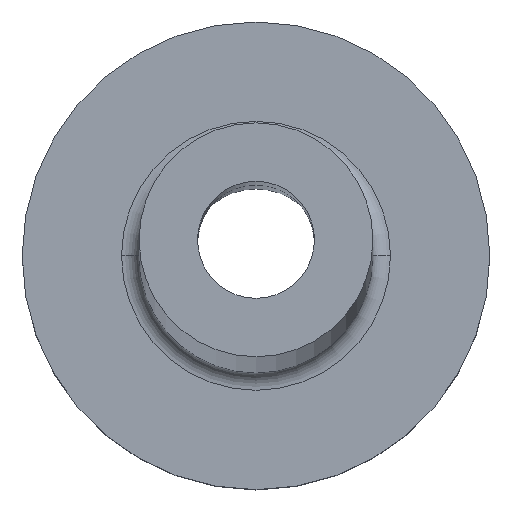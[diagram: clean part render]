
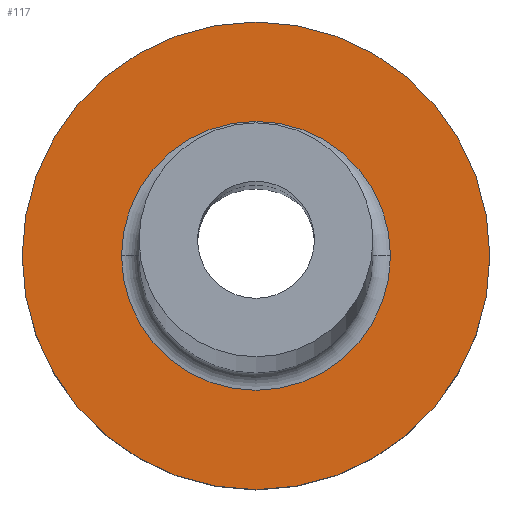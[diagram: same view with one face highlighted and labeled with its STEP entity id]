
A CAD part, top view. The second image highlights one B-rep face of the part: STEP entity #117.
In plain terms, the highlighted planar face has unit normal (0, 0, 1).
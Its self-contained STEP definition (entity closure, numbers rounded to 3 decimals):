
#10 = DIRECTION ( 'NONE',  ( 1., 0., 0. ) ) ;
#26 = FACE_BOUND ( 'NONE', #332, .T. ) ;
#42 = AXIS2_PLACEMENT_3D ( 'NONE', #311, #214, #456 ) ;
#49 = EDGE_CURVE ( 'NONE', #414, #258, #146, .T. ) ;
#50 = ORIENTED_EDGE ( 'NONE', *, *, #338, .T. ) ;
#53 = CARTESIAN_POINT ( 'NONE',  ( 4., 0., 3. ) ) ;
#59 = VERTEX_POINT ( 'NONE', #53 ) ;
#63 = AXIS2_PLACEMENT_3D ( 'NONE', #300, #266, #405 ) ;
#65 = ORIENTED_EDGE ( 'NONE', *, *, #218, .T. ) ;
#66 = CIRCLE ( 'NONE', #42, 4. ) ;
#75 = AXIS2_PLACEMENT_3D ( 'NONE', #342, #307, #236 ) ;
#76 = AXIS2_PLACEMENT_3D ( 'NONE', #140, #344, #179 ) ;
#77 = DIRECTION ( 'NONE',  ( 0., 0., -1. ) ) ;
#91 = CARTESIAN_POINT ( 'NONE',  ( -4., 0., 3. ) ) ;
#117 = ADVANCED_FACE ( 'NONE', ( #26, #310 ), #345, .T. ) ;
#140 = CARTESIAN_POINT ( 'NONE',  ( 0., 0., 3. ) ) ;
#146 = CIRCLE ( 'NONE', #63, 2.3 ) ;
#173 = EDGE_LOOP ( 'NONE', ( #406, #50 ) ) ;
#178 = CARTESIAN_POINT ( 'NONE',  ( 2.3, 0., 3. ) ) ;
#179 = DIRECTION ( 'NONE',  ( 1., 0., 0. ) ) ;
#190 = CARTESIAN_POINT ( 'NONE',  ( 0., 0., 3. ) ) ;
#214 = DIRECTION ( 'NONE',  ( 0., 0., 1. ) ) ;
#216 = CIRCLE ( 'NONE', #76, 4. ) ;
#218 = EDGE_CURVE ( 'NONE', #258, #414, #429, .T. ) ;
#236 = DIRECTION ( 'NONE',  ( 1., 0., 0. ) ) ;
#258 = VERTEX_POINT ( 'NONE', #178 ) ;
#261 = ORIENTED_EDGE ( 'NONE', *, *, #49, .T. ) ;
#266 = DIRECTION ( 'NONE',  ( 0., 0., -1. ) ) ;
#278 = VERTEX_POINT ( 'NONE', #91 ) ;
#281 = AXIS2_PLACEMENT_3D ( 'NONE', #190, #77, #10 ) ;
#300 = CARTESIAN_POINT ( 'NONE',  ( 0., 0., 3. ) ) ;
#307 = DIRECTION ( 'NONE',  ( 0., 0., 1. ) ) ;
#310 = FACE_OUTER_BOUND ( 'NONE', #173, .T. ) ;
#311 = CARTESIAN_POINT ( 'NONE',  ( 0., 0., 3. ) ) ;
#332 = EDGE_LOOP ( 'NONE', ( #65, #261 ) ) ;
#337 = CARTESIAN_POINT ( 'NONE',  ( -2.3, 0., 3. ) ) ;
#338 = EDGE_CURVE ( 'NONE', #59, #278, #216, .T. ) ;
#342 = CARTESIAN_POINT ( 'NONE',  ( 0., 0., 3. ) ) ;
#344 = DIRECTION ( 'NONE',  ( 0., 0., 1. ) ) ;
#345 = PLANE ( 'NONE',  #75 ) ;
#381 = EDGE_CURVE ( 'NONE', #278, #59, #66, .T. ) ;
#405 = DIRECTION ( 'NONE',  ( 1., 0., 0. ) ) ;
#406 = ORIENTED_EDGE ( 'NONE', *, *, #381, .T. ) ;
#414 = VERTEX_POINT ( 'NONE', #337 ) ;
#429 = CIRCLE ( 'NONE', #281, 2.3 ) ;
#456 = DIRECTION ( 'NONE',  ( 1., 0., 0. ) ) ;
